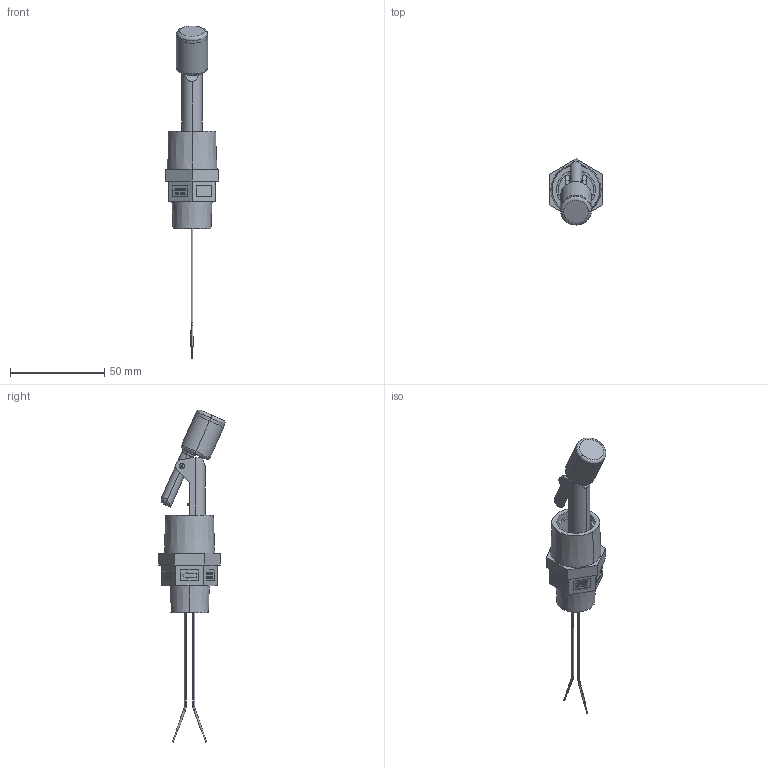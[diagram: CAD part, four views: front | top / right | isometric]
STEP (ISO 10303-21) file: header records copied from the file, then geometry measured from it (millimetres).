
FILE_DESCRIPTION (( 'STEP AP214' ), '1' );
FILE_NAME ('ADM8700-C nc coord r1 fxt.STEP', '2022-02-03T00:45:30', ( '' ), ( '' ), 'SwSTEP 2.0', 'SolidWorks 2017', '' );
FILE_SCHEMA (( 'AUTOMOTIVE_DESIGN' ));
Length unit declared in the file: inch
Products named in the file (1): ADM8700-C nc coord r1 fxt
Bounding box: 28.19 x 35.18 x 176.37 mm (x, y, z)
Volume: 26432.7 mm3; surface area: 17706.5 mm2
Topology: 9 solids, 9 shells, 542 faces, 1355 edges, 880 vertices
Faces by surface type: plane 305, bspline 132, cylinder 71, cone 26, torus 8
Entity records: 18355 total; most frequent: CARTESIAN_POINT 6090, ORIENTED_EDGE 2694, DIRECTION 2093, EDGE_CURVE 1347, VECTOR 885, LINE 885, VERTEX_POINT 880, EDGE_LOOP 605
